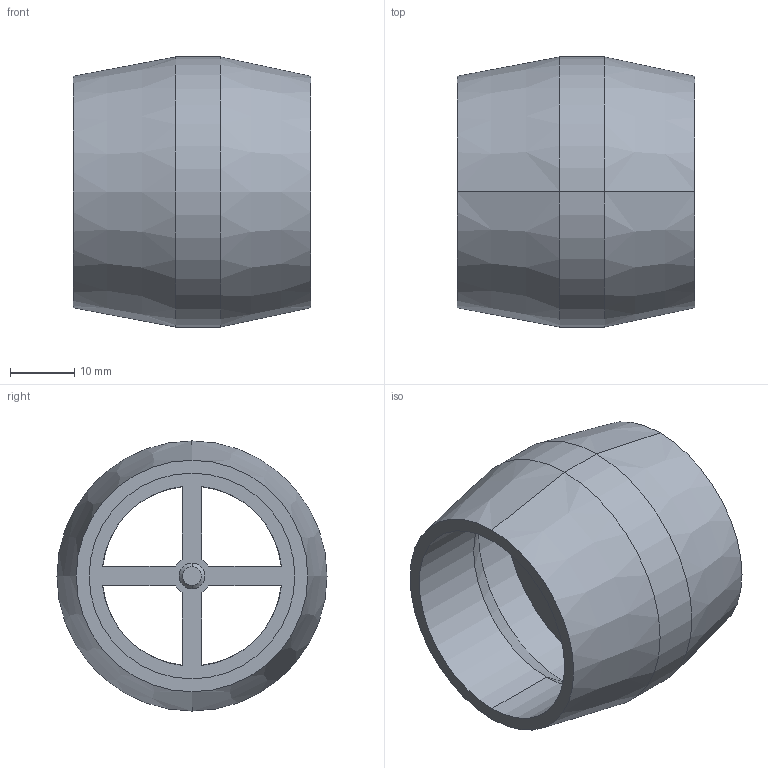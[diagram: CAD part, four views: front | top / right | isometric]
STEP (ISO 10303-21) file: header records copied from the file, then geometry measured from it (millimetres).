
FILE_DESCRIPTION (( 'STEP AP214' ), '1' );
FILE_NAME ('CheckValve1.STEP', '2020-03-23T20:23:40', ( '' ), ( '' ), 'SwSTEP 2.0', 'SolidWorks 2018', '' );
FILE_SCHEMA (( 'AUTOMOTIVE_DESIGN' ));
Length unit declared in the file: millimetre
Products named in the file (1): CheckValve1
Bounding box: 37 x 42 x 42 mm (x, y, z)
Volume: 14105.3 mm3; surface area: 10125.8 mm2
Topology: 1 solids, 1 shells, 59 faces, 140 edges, 82 vertices
Faces by surface type: cylinder 22, plane 21, cone 16
Entity records: 1738 total; most frequent: CARTESIAN_POINT 330, DIRECTION 302, ORIENTED_EDGE 280, EDGE_CURVE 140, AXIS2_PLACEMENT_3D 118, VERTEX_POINT 82, EDGE_LOOP 66, LINE 66
